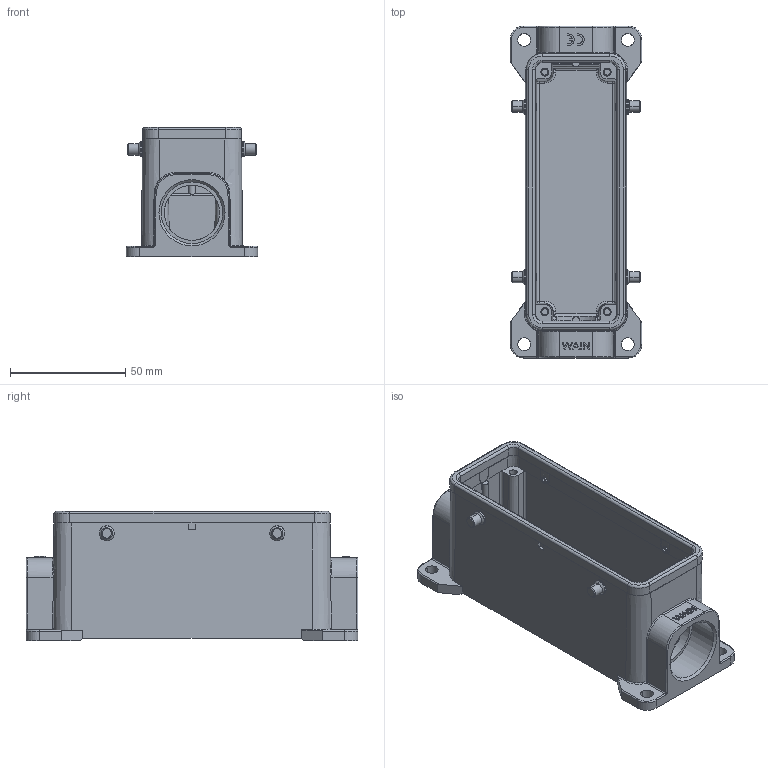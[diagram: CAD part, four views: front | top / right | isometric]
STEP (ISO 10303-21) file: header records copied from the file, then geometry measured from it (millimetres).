
FILE_DESCRIPTION(/* description */ (''),/* implementation_level */ '2;1');
FILE_NAME(/* name */ 'H24B-SF-4B-PG21.stp',/* time_stamp */ '2023-08-31T14:34:02+08:00',/* author */ (''),/* organization */ (''),/* preprocessor_version */ 'ST-DEVELOPER v18.1',/* originating_system */ 'SIEMENS PLM Software NX 1980',/* authorisation */ '');
FILE_SCHEMA (('AUTOMOTIVE_DESIGN { 1 0 10303 214 3 1 1 1 }'));
Length unit declared in the file: millimetre
Products named in the file (1): 13844B44AEF68pdu
Bounding box: 57 x 144 x 56 mm (x, y, z)
Volume: 104255.3 mm3; surface area: 54910.4 mm2
Topology: 6 solids, 6 shells, 480 faces, 1222 edges, 767 vertices
Faces by surface type: plane 205, cylinder 177, torus 48, cone 38, sphere 8, bspline 4
Full cylindrical faces by diameter (mm): 3 x4, 24 x1, 26.7 x2
Entity records: 14944 total; most frequent: CARTESIAN_POINT 3417, ORIENTED_EDGE 2386, DIRECTION 2379, EDGE_CURVE 1193, AXIS2_PLACEMENT_3D 875, VERTEX_POINT 762, LINE 629, VECTOR 629
